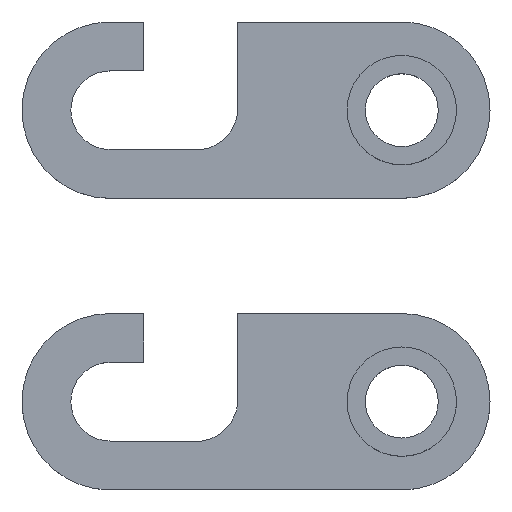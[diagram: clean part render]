
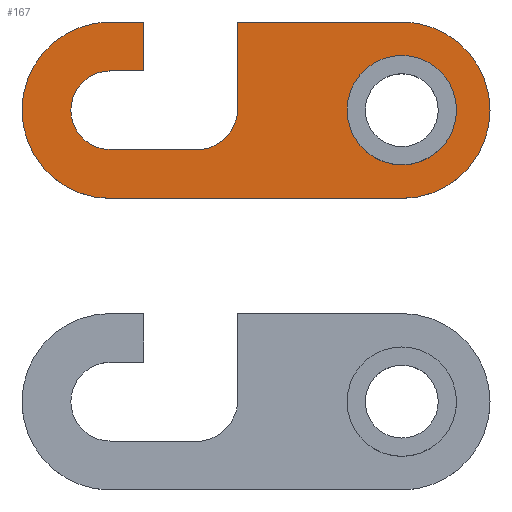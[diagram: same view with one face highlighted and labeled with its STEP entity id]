
A CAD part, top view. The second image highlights one B-rep face of the part: STEP entity #167.
In plain terms, the highlighted planar face has unit normal (0, 0, 1).
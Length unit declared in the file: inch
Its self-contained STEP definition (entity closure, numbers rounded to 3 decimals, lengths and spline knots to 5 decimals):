
#167=ADVANCED_FACE('',(#326,#327),#328,.F.);
#326=FACE_BOUND('',#478,.T.);
#327=FACE_OUTER_BOUND('',#479,.T.);
#328=PLANE('',#480);
#478=EDGE_LOOP('',(#868,#869));
#479=EDGE_LOOP('',(#870,#871,#872,#873,#874,#875,#876,#877,#878,#879,#880,#881,#882,#883,#884));
#480=AXIS2_PLACEMENT_3D('',#885,#886,#887);
#868=ORIENTED_EDGE('',*,*,#991,.F.);
#869=ORIENTED_EDGE('',*,*,#1004,.F.);
#870=ORIENTED_EDGE('',*,*,#1045,.F.);
#871=ORIENTED_EDGE('',*,*,#1041,.F.);
#872=ORIENTED_EDGE('',*,*,#1037,.F.);
#873=ORIENTED_EDGE('',*,*,#971,.F.);
#874=ORIENTED_EDGE('',*,*,#1034,.F.);
#875=ORIENTED_EDGE('',*,*,#1030,.F.);
#876=ORIENTED_EDGE('',*,*,#976,.F.);
#877=ORIENTED_EDGE('',*,*,#1027,.F.);
#878=ORIENTED_EDGE('',*,*,#1023,.F.);
#879=ORIENTED_EDGE('',*,*,#1019,.F.);
#880=ORIENTED_EDGE('',*,*,#981,.F.);
#881=ORIENTED_EDGE('',*,*,#1016,.F.);
#882=ORIENTED_EDGE('',*,*,#1012,.F.);
#883=ORIENTED_EDGE('',*,*,#986,.F.);
#884=ORIENTED_EDGE('',*,*,#1009,.F.);
#885=CARTESIAN_POINT('',(4.68341,3.77228,-0.07813));
#886=DIRECTION('',(0.0,0.,-1.0));
#887=DIRECTION('',(1.0,0.,0.));
#971=EDGE_CURVE('',#1168,#1171,#1172,.T.);
#976=EDGE_CURVE('',#1177,#1180,#1181,.T.);
#981=EDGE_CURVE('',#1186,#1189,#1190,.T.);
#986=EDGE_CURVE('',#1195,#1198,#1199,.T.);
#991=EDGE_CURVE('',#1204,#1207,#1208,.T.);
#1004=EDGE_CURVE('',#1207,#1204,#1226,.T.);
#1009=EDGE_CURVE('',#1231,#1195,#1233,.T.);
#1012=EDGE_CURVE('',#1198,#1237,#1238,.T.);
#1016=EDGE_CURVE('',#1237,#1186,#1242,.T.);
#1019=EDGE_CURVE('',#1189,#1246,#1247,.T.);
#1023=EDGE_CURVE('',#1246,#1252,#1253,.T.);
#1027=EDGE_CURVE('',#1252,#1177,#1257,.T.);
#1030=EDGE_CURVE('',#1180,#1261,#1262,.T.);
#1034=EDGE_CURVE('',#1261,#1168,#1266,.T.);
#1037=EDGE_CURVE('',#1171,#1270,#1271,.T.);
#1041=EDGE_CURVE('',#1270,#1276,#1277,.T.);
#1045=EDGE_CURVE('',#1276,#1231,#1281,.T.);
#1168=VERTEX_POINT('',#1437);
#1171=VERTEX_POINT('',#1441);
#1172=CIRCLE('',#1442,0.15125);
#1177=VERTEX_POINT('',#1448);
#1180=VERTEX_POINT('',#1452);
#1181=CIRCLE('',#1453,0.15125);
#1186=VERTEX_POINT('',#1459);
#1189=VERTEX_POINT('',#1463);
#1190=CIRCLE('',#1464,0.07201);
#1195=VERTEX_POINT('',#1470);
#1198=VERTEX_POINT('',#1474);
#1199=CIRCLE('',#1475,0.0675);
#1204=VERTEX_POINT('',#1481);
#1207=VERTEX_POINT('',#1485);
#1208=CIRCLE('',#1486,0.09375);
#1226=CIRCLE('',#1507,0.09375);
#1231=VERTEX_POINT('',#1512);
#1233=CIRCLE('',#1515,0.0675);
#1237=VERTEX_POINT('',#1520);
#1238=LINE('',#1521,#1522);
#1242=CIRCLE('',#1527,0.07201);
#1246=VERTEX_POINT('',#1532);
#1247=LINE('',#1533,#1534);
#1252=VERTEX_POINT('',#1541);
#1253=LINE('',#1542,#1543);
#1257=CIRCLE('',#1548,0.15125);
#1261=VERTEX_POINT('',#1553);
#1262=LINE('',#1554,#1555);
#1266=CIRCLE('',#1560,0.15125);
#1270=VERTEX_POINT('',#1565);
#1271=LINE('',#1566,#1567);
#1276=VERTEX_POINT('',#1574);
#1277=LINE('',#1575,#1576);
#1281=LINE('',#1582,#1583);
#1437=CARTESIAN_POINT('',(4.32496,3.77796,-0.07813));
#1441=CARTESIAN_POINT('',(4.47621,3.92921,-0.07813));
#1442=AXIS2_PLACEMENT_3D('',#1693,#1694,#1695);
#1448=CARTESIAN_POINT('',(5.12746,3.77796,-0.07813));
#1452=CARTESIAN_POINT('',(4.97621,3.62671,-0.07813));
#1453=AXIS2_PLACEMENT_3D('',#1701,#1702,#1703);
#1459=CARTESIAN_POINT('',(4.6759,3.73293,-0.07813));
#1463=CARTESIAN_POINT('',(4.69496,3.77796,-0.07813));
#1464=AXIS2_PLACEMENT_3D('',#1709,#1710,#1711);
#1470=CARTESIAN_POINT('',(4.40871,3.77796,-0.07813));
#1474=CARTESIAN_POINT('',(4.47621,3.71046,-0.07813));
#1475=AXIS2_PLACEMENT_3D('',#1717,#1718,#1719);
#1481=CARTESIAN_POINT('',(5.06996,3.77796,-0.07813));
#1485=CARTESIAN_POINT('',(4.88246,3.77796,-0.07813));
#1486=AXIS2_PLACEMENT_3D('',#1725,#1726,#1727);
#1507=AXIS2_PLACEMENT_3D('',#1749,#1750,#1751);
#1512=CARTESIAN_POINT('',(4.47621,3.84546,-0.07813));
#1515=AXIS2_PLACEMENT_3D('',#1756,#1757,#1758);
#1520=CARTESIAN_POINT('',(4.63246,3.71046,-0.07813));
#1521=CARTESIAN_POINT('',(4.47621,3.71046,-0.07813));
#1522=VECTOR('',#1760,25.4);
#1527=AXIS2_PLACEMENT_3D('',#1765,#1766,#1767);
#1532=CARTESIAN_POINT('',(4.69496,3.92921,-0.07813));
#1533=CARTESIAN_POINT('',(4.69496,3.77796,-0.07813));
#1534=VECTOR('',#1769,25.4);
#1541=CARTESIAN_POINT('',(4.97621,3.92921,-0.07813));
#1542=CARTESIAN_POINT('',(4.69496,3.92921,-0.07813));
#1543=VECTOR('',#1772,25.4);
#1548=AXIS2_PLACEMENT_3D('',#1777,#1778,#1779);
#1553=CARTESIAN_POINT('',(4.47621,3.62671,-0.07813));
#1554=CARTESIAN_POINT('',(4.97621,3.62671,-0.07813));
#1555=VECTOR('',#1781,25.4);
#1560=AXIS2_PLACEMENT_3D('',#1786,#1787,#1788);
#1565=CARTESIAN_POINT('',(4.53371,3.92921,-0.07813));
#1566=CARTESIAN_POINT('',(4.47621,3.92921,-0.07813));
#1567=VECTOR('',#1790,25.4);
#1574=CARTESIAN_POINT('',(4.53371,3.84546,-0.07813));
#1575=CARTESIAN_POINT('',(4.53371,3.92921,-0.07813));
#1576=VECTOR('',#1793,25.4);
#1582=CARTESIAN_POINT('',(4.53371,3.84546,-0.07813));
#1583=VECTOR('',#1796,25.4);
#1693=CARTESIAN_POINT('',(4.47621,3.77796,-0.07813));
#1694=DIRECTION('',(0.0,0.,-1.0));
#1695=DIRECTION('',(-1.0,0.,0.));
#1701=CARTESIAN_POINT('',(4.97621,3.77796,-0.07813));
#1702=DIRECTION('',(0.0,0.,-1.0));
#1703=DIRECTION('',(1.0,0.,0.));
#1709=CARTESIAN_POINT('',(4.62305,3.78186,-0.07813));
#1710=DIRECTION('',(0.,0.,1.0));
#1711=DIRECTION('',(0.734,-0.679,0.));
#1717=CARTESIAN_POINT('',(4.47621,3.77796,-0.07813));
#1718=DIRECTION('',(0.0,0.,1.0));
#1719=DIRECTION('',(-1.,0.,0.));
#1725=CARTESIAN_POINT('',(4.97621,3.77796,-0.07813));
#1726=DIRECTION('',(0.0,0.,1.0));
#1727=DIRECTION('',(1.0,0.,0.));
#1749=CARTESIAN_POINT('',(4.97621,3.77796,-0.07813));
#1750=DIRECTION('',(0.0,0.,1.0));
#1751=DIRECTION('',(1.0,0.,0.));
#1756=CARTESIAN_POINT('',(4.47621,3.77796,-0.07813));
#1757=DIRECTION('',(0.0,0.,1.0));
#1758=DIRECTION('',(-1.,0.,0.));
#1760=DIRECTION('',(1.0,0.,0.));
#1765=CARTESIAN_POINT('',(4.62305,3.78186,-0.07813));
#1766=DIRECTION('',(0.,0.,1.0));
#1767=DIRECTION('',(0.734,-0.679,0.));
#1769=DIRECTION('',(0.,1.0,0.));
#1772=DIRECTION('',(1.0,0.,0.));
#1777=CARTESIAN_POINT('',(4.97621,3.77796,-0.07813));
#1778=DIRECTION('',(0.0,0.,-1.0));
#1779=DIRECTION('',(1.0,0.,0.));
#1781=DIRECTION('',(-1.0,0.,0.));
#1786=CARTESIAN_POINT('',(4.47621,3.77796,-0.07813));
#1787=DIRECTION('',(0.0,0.,-1.0));
#1788=DIRECTION('',(-1.0,0.,0.));
#1790=DIRECTION('',(1.0,0.,0.));
#1793=DIRECTION('',(0.,-1.0,0.));
#1796=DIRECTION('',(-1.0,0.,0.));
